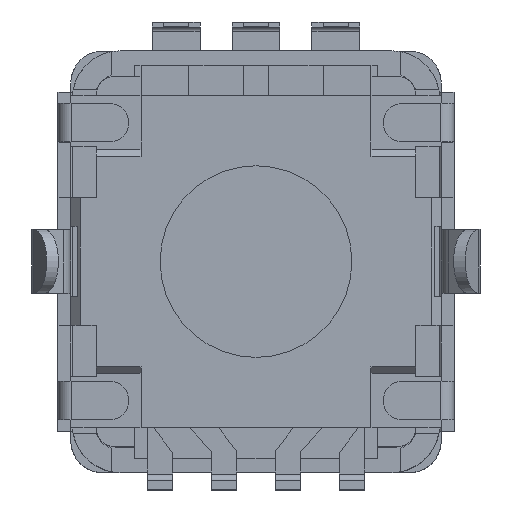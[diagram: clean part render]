
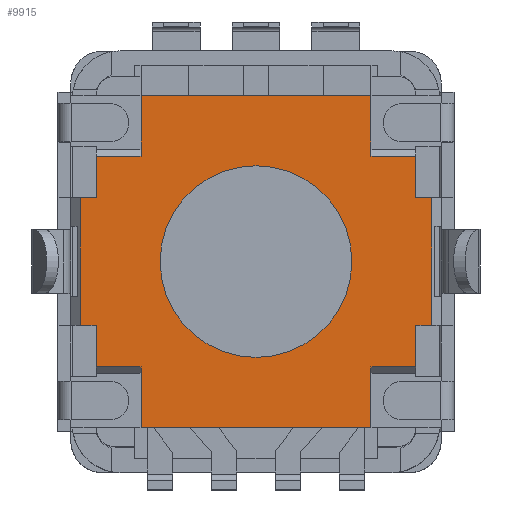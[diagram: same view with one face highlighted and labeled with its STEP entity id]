
A CAD part, top view. The second image highlights one B-rep face of the part: STEP entity #9915.
In plain terms, the highlighted planar face has unit normal (0, 0, 1).
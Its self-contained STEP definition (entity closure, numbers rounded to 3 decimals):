
#628=DIRECTION('',(-1.,0.,0.));
#629=VECTOR('',#628,7.2);
#630=CARTESIAN_POINT('',(4.837,-5.627,0.485));
#631=LINE('',#630,#629);
#1543=DIRECTION('',(0.,1.,0.));
#1544=VECTOR('',#1543,1.9);
#1545=CARTESIAN_POINT('',(-2.363,2.873,
0.485));
#1546=LINE('',#1545,#1544);
#1559=CARTESIAN_POINT('',(1.237,-0.427,
0.485));
#1560=DIRECTION('',(0.,0.,-1.));
#1561=DIRECTION('',(1.,0.,0.));
#1562=AXIS2_PLACEMENT_3D('',#1559,#1560,#1561);
#1564=CARTESIAN_POINT('',(1.237,-0.427,
0.485));
#1565=DIRECTION('',(0.,0.,-1.));
#1566=DIRECTION('',(-1.,0.,0.));
#1567=AXIS2_PLACEMENT_3D('',#1564,#1565,#1566);
#1569=DIRECTION('',(1.,0.,0.));
#1570=VECTOR('',#1569,1.4);
#1571=CARTESIAN_POINT('',(-3.763,-3.727,
0.485));
#1572=LINE('',#1571,#1570);
#1573=DIRECTION('',(0.,-1.,0.));
#1574=VECTOR('',#1573,1.3);
#1575=CARTESIAN_POINT('',(-3.763,-2.427,
0.485));
#1576=LINE('',#1575,#1574);
#1577=DIRECTION('',(1.,0.,0.));
#1578=VECTOR('',#1577,0.5);
#1579=CARTESIAN_POINT('',(-4.263,-2.427,
0.485));
#1580=LINE('',#1579,#1578);
#1581=DIRECTION('',(0.,-1.,0.));
#1582=VECTOR('',#1581,4.);
#1583=CARTESIAN_POINT('',(-4.263,1.573,
0.485));
#1584=LINE('',#1583,#1582);
#1585=DIRECTION('',(-1.,0.,0.));
#1586=VECTOR('',#1585,0.5);
#1587=CARTESIAN_POINT('',(-3.763,1.573,
0.485));
#1588=LINE('',#1587,#1586);
#1589=DIRECTION('',(0.,-1.,0.));
#1590=VECTOR('',#1589,1.3);
#1591=CARTESIAN_POINT('',(-3.763,2.873,
0.485));
#1592=LINE('',#1591,#1590);
#1593=DIRECTION('',(-1.,0.,0.));
#1594=VECTOR('',#1593,1.4);
#1595=CARTESIAN_POINT('',(-2.363,2.873,
0.485));
#1596=LINE('',#1595,#1594);
#1597=DIRECTION('',(-1.,0.,0.));
#1598=VECTOR('',#1597,1.4);
#1599=CARTESIAN_POINT('',(6.237,2.873,0.485));
#1600=LINE('',#1599,#1598);
#1601=DIRECTION('',(0.,1.,0.));
#1602=VECTOR('',#1601,1.3);
#1603=CARTESIAN_POINT('',(6.237,1.573,0.485));
#1604=LINE('',#1603,#1602);
#1605=DIRECTION('',(-1.,0.,0.));
#1606=VECTOR('',#1605,0.5);
#1607=CARTESIAN_POINT('',(6.737,1.573,0.485));
#1608=LINE('',#1607,#1606);
#1609=DIRECTION('',(0.,1.,0.));
#1610=VECTOR('',#1609,4.);
#1611=CARTESIAN_POINT('',(6.737,-2.427,
0.485));
#1612=LINE('',#1611,#1610);
#1613=DIRECTION('',(1.,0.,0.));
#1614=VECTOR('',#1613,0.5);
#1615=CARTESIAN_POINT('',(6.237,-2.427,
0.485));
#1616=LINE('',#1615,#1614);
#1617=DIRECTION('',(0.,1.,0.));
#1618=VECTOR('',#1617,1.3);
#1619=CARTESIAN_POINT('',(6.237,-3.727,
0.485));
#1620=LINE('',#1619,#1618);
#1621=DIRECTION('',(1.,0.,0.));
#1622=VECTOR('',#1621,1.4);
#1623=CARTESIAN_POINT('',(4.837,-3.727,
0.485));
#1624=LINE('',#1623,#1622);
#1655=DIRECTION('',(0.,1.,0.));
#1656=VECTOR('',#1655,1.9);
#1657=CARTESIAN_POINT('',(-2.363,-5.627,
0.485));
#1658=LINE('',#1657,#1656);
#3386=DIRECTION('',(0.,-1.,0.));
#3387=VECTOR('',#3386,1.9);
#3388=CARTESIAN_POINT('',(4.837,-3.727,
0.485));
#3389=LINE('',#3388,#3387);
#5245=DIRECTION('',(0.,-1.,0.));
#5246=VECTOR('',#5245,1.9);
#5247=CARTESIAN_POINT('',(4.837,4.773,0.485));
#5248=LINE('',#5247,#5246);
#5326=DIRECTION('',(1.,0.,0.));
#5327=VECTOR('',#5326,7.2);
#5328=CARTESIAN_POINT('',(-2.363,4.773,
0.485));
#5329=LINE('',#5328,#5327);
#6954=CARTESIAN_POINT('',(-2.363,4.773,
0.485));
#6955=VERTEX_POINT('',#6954);
#6956=CARTESIAN_POINT('',(4.837,4.773,0.485));
#6957=VERTEX_POINT('',#6956);
#7014=CARTESIAN_POINT('',(6.237,-3.727,
0.485));
#7016=VERTEX_POINT('',#7014);
#7018=CARTESIAN_POINT('',(4.837,-3.727,
0.485));
#7019=VERTEX_POINT('',#7018);
#7027=CARTESIAN_POINT('',(6.237,2.873,0.485));
#7029=VERTEX_POINT('',#7027);
#7032=CARTESIAN_POINT('',(4.837,2.873,0.485));
#7033=VERTEX_POINT('',#7032);
#7034=CARTESIAN_POINT('',(6.237,1.573,0.485));
#7035=VERTEX_POINT('',#7034);
#7044=CARTESIAN_POINT('',(6.237,-2.427,
0.485));
#7045=VERTEX_POINT('',#7044);
#7046=CARTESIAN_POINT('',(6.737,-2.427,
0.485));
#7047=VERTEX_POINT('',#7046);
#7048=CARTESIAN_POINT('',(6.737,1.573,0.485));
#7049=VERTEX_POINT('',#7048);
#7050=CARTESIAN_POINT('',(-2.363,2.873,
0.485));
#7051=VERTEX_POINT('',#7050);
#7052=CARTESIAN_POINT('',(-3.763,2.873,
0.485));
#7053=VERTEX_POINT('',#7052);
#7054=CARTESIAN_POINT('',(-3.763,1.573,
0.485));
#7055=VERTEX_POINT('',#7054);
#7056=CARTESIAN_POINT('',(-4.263,1.573,
0.485));
#7057=VERTEX_POINT('',#7056);
#7058=CARTESIAN_POINT('',(-4.263,-2.427,
0.485));
#7059=VERTEX_POINT('',#7058);
#7060=CARTESIAN_POINT('',(-3.763,-2.427,
0.485));
#7061=VERTEX_POINT('',#7060);
#7062=CARTESIAN_POINT('',(-3.763,-3.727,
0.485));
#7063=VERTEX_POINT('',#7062);
#7064=CARTESIAN_POINT('',(-2.363,-3.727,
0.485));
#7065=VERTEX_POINT('',#7064);
#7622=CARTESIAN_POINT('',(-1.763,-0.427,
0.485));
#7624=VERTEX_POINT('',#7622);
#7626=CARTESIAN_POINT('',(4.237,-0.427,
0.485));
#7628=VERTEX_POINT('',#7626);
#7693=CARTESIAN_POINT('',(-2.363,-5.627,
0.485));
#7695=VERTEX_POINT('',#7693);
#7706=CARTESIAN_POINT('',(4.837,-5.627,
0.485));
#7708=VERTEX_POINT('',#7706);
#9864=CARTESIAN_POINT('',(5.537,-3.827,
0.485));
#9865=DIRECTION('',(0.,0.,-1.));
#9866=DIRECTION('',(-1.,0.,0.));
#9867=AXIS2_PLACEMENT_3D('',#9864,#9865,#9866);
#9868=PLANE('',#9867);
#9869=ORIENTED_EDGE('',*,*,#8685,.T.);
#9871=ORIENTED_EDGE('',*,*,#9870,.T.);
#9873=ORIENTED_EDGE('',*,*,#9872,.F.);
#9875=ORIENTED_EDGE('',*,*,#9874,.F.);
#9877=ORIENTED_EDGE('',*,*,#9876,.F.);
#9879=ORIENTED_EDGE('',*,*,#9878,.F.);
#9881=ORIENTED_EDGE('',*,*,#9880,.F.);
#9883=ORIENTED_EDGE('',*,*,#9882,.F.);
#9885=ORIENTED_EDGE('',*,*,#9884,.F.);
#9886=ORIENTED_EDGE('',*,*,#9852,.T.);
#9888=ORIENTED_EDGE('',*,*,#9887,.T.);
#9890=ORIENTED_EDGE('',*,*,#9889,.T.);
#9892=ORIENTED_EDGE('',*,*,#9891,.F.);
#9894=ORIENTED_EDGE('',*,*,#9893,.F.);
#9896=ORIENTED_EDGE('',*,*,#9895,.F.);
#9898=ORIENTED_EDGE('',*,*,#9897,.F.);
#9900=ORIENTED_EDGE('',*,*,#9899,.F.);
#9902=ORIENTED_EDGE('',*,*,#9901,.F.);
#9904=ORIENTED_EDGE('',*,*,#9903,.F.);
#9906=ORIENTED_EDGE('',*,*,#9905,.T.);
#9907=EDGE_LOOP('',(#9869,#9871,#9873,#9875,#9877,#9879,#9881,#9883,#9885,#9886,
#9888,#9890,#9892,#9894,#9896,#9898,#9900,#9902,#9904,#9906));
#9908=FACE_OUTER_BOUND('',#9907,.F.);
#9910=ORIENTED_EDGE('',*,*,#9909,.F.);
#9912=ORIENTED_EDGE('',*,*,#9911,.F.);
#9913=EDGE_LOOP('',(#9910,#9912));
#9914=FACE_BOUND('',#9913,.F.);
#9915=ADVANCED_FACE('',(#9908,#9914),#9868,.F.);
#1563=CIRCLE('',#1562,3.);
#1568=CIRCLE('',#1567,3.);
#8685=EDGE_CURVE('',#7708,#7695,#631,.T.);
#9852=EDGE_CURVE('',#7051,#6955,#1546,.T.);
#9870=EDGE_CURVE('',#7695,#7065,#1658,.T.);
#9872=EDGE_CURVE('',#7063,#7065,#1572,.T.);
#9874=EDGE_CURVE('',#7061,#7063,#1576,.T.);
#9876=EDGE_CURVE('',#7059,#7061,#1580,.T.);
#9878=EDGE_CURVE('',#7057,#7059,#1584,.T.);
#9880=EDGE_CURVE('',#7055,#7057,#1588,.T.);
#9882=EDGE_CURVE('',#7053,#7055,#1592,.T.);
#9884=EDGE_CURVE('',#7051,#7053,#1596,.T.);
#9887=EDGE_CURVE('',#6955,#6957,#5329,.T.);
#9889=EDGE_CURVE('',#6957,#7033,#5248,.T.);
#9891=EDGE_CURVE('',#7029,#7033,#1600,.T.);
#9893=EDGE_CURVE('',#7035,#7029,#1604,.T.);
#9895=EDGE_CURVE('',#7049,#7035,#1608,.T.);
#9897=EDGE_CURVE('',#7047,#7049,#1612,.T.);
#9899=EDGE_CURVE('',#7045,#7047,#1616,.T.);
#9901=EDGE_CURVE('',#7016,#7045,#1620,.T.);
#9903=EDGE_CURVE('',#7019,#7016,#1624,.T.);
#9905=EDGE_CURVE('',#7019,#7708,#3389,.T.);
#9909=EDGE_CURVE('',#7628,#7624,#1563,.T.);
#9911=EDGE_CURVE('',#7624,#7628,#1568,.T.);
